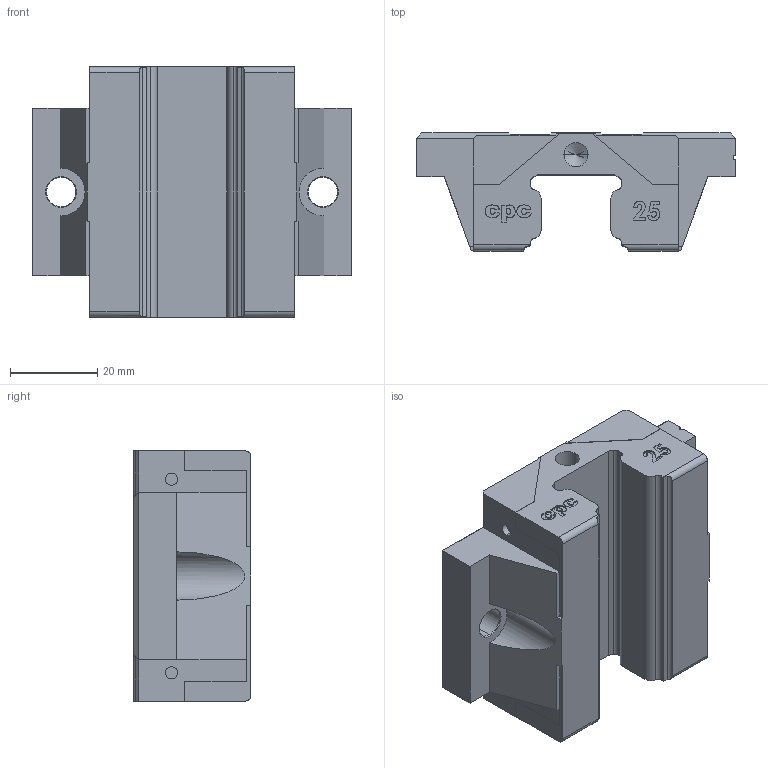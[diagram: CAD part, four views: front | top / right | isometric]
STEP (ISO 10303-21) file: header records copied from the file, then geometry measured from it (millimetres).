
FILE_DESCRIPTION (( 'STEP AP214' ), '1' );
FILE_NAME ('ARC25FS-block.STEP', '2013-03-11T10:45:02', ( 'CPC' ), ( '' ), 'SwSTEP 2.0', 'SolidWorks 2010', '' );
FILE_SCHEMA (( 'AUTOMOTIVE_DESIGN' ));
Length unit declared in the file: millimetre
Products named in the file (1): ARC25FS-block
Bounding box: 73 x 27 x 57.4 mm (x, y, z)
Volume: 66851.9 mm3; surface area: 15504.5 mm2
Topology: 1 solids, 1 shells, 296 faces, 806 edges, 530 vertices
Faces by surface type: plane 151, bspline 86, cylinder 47, cone 12
Entity records: 16695 total; most frequent: CARTESIAN_POINT 9362, ORIENTED_EDGE 1604, DIRECTION 1130, EDGE_CURVE 802, VERTEX_POINT 530, LINE 524, VECTOR 524, EDGE_LOOP 322
